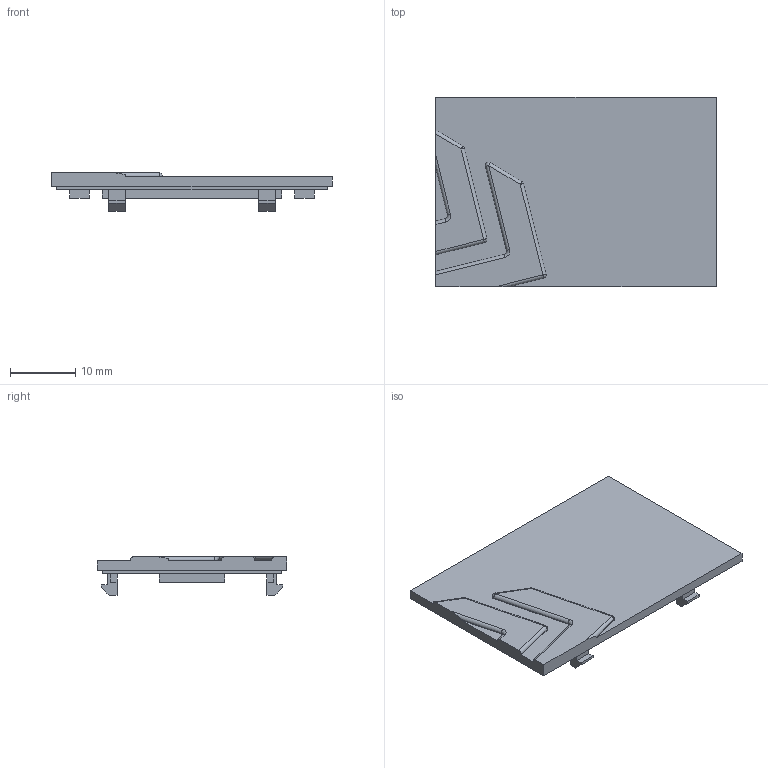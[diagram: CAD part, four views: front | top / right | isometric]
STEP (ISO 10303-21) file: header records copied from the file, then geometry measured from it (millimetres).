
FILE_DESCRIPTION(/* description */ (''),/* implementation_level */ '2;1');
FILE_NAME(/* name */ 'Deckel.stp',/* time_stamp */ '2016-07-19T09:06:16+02:00',/* author */ ('cem'),/* organization */ (''),/* preprocessor_version */ 'ST-DEVELOPER v15.2',/* originating_system */ 'Autodesk Inventor 2014',/* authorisation */ '');
FILE_SCHEMA (('AUTOMOTIVE_DESIGN { 1 0 10303 214 3 1 1 }'));
Length unit declared in the file: millimetre
Products named in the file (1): Deckel
Bounding box: 43 x 29 x 5.9 mm (x, y, z)
Volume: 2767 mm3; surface area: 3132.2 mm2
Topology: 1 solids, 1 shells, 104 faces, 272 edges, 175 vertices
Faces by surface type: plane 80, cylinder 17, sphere 5, torus 2
Entity records: 3161 total; most frequent: CARTESIAN_POINT 552, ORIENTED_EDGE 544, DIRECTION 518, EDGE_CURVE 272, LINE 236, VECTOR 236, VERTEX_POINT 175, AXIS2_PLACEMENT_3D 141
